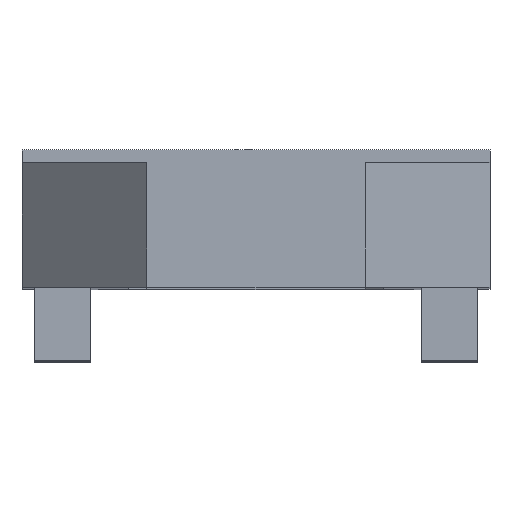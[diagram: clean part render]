
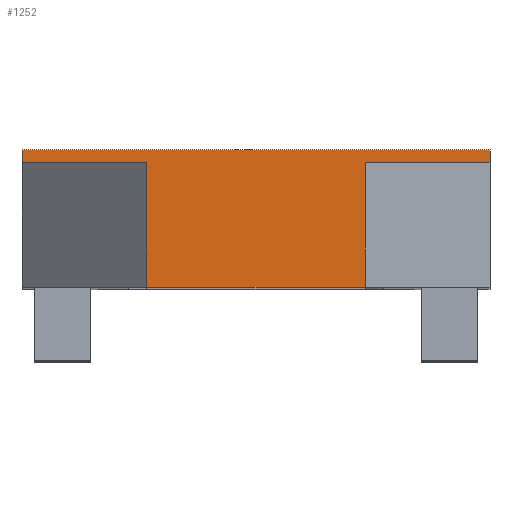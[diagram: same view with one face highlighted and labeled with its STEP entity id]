
A CAD part, top view. The second image highlights one B-rep face of the part: STEP entity #1252.
In plain terms, the highlighted planar face has unit normal (0, 0, 1).
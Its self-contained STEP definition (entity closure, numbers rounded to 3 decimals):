
#225=DIRECTION('',(1.,0.,0.));
#226=VECTOR('',#225,35.);
#227=CARTESIAN_POINT('',(-17.5,25.5,112.5));
#228=LINE('',#227,#226);
#229=DIRECTION('',(0.,1.,0.));
#230=VECTOR('',#229,2.);
#231=CARTESIAN_POINT('',(-37.5,45.5,112.5));
#232=LINE('',#231,#230);
#333=DIRECTION('',(0.,1.,0.));
#334=VECTOR('',#333,20.);
#335=CARTESIAN_POINT('',(17.5,25.5,112.5));
#336=LINE('',#335,#334);
#345=DIRECTION('',(1.,0.,0.));
#346=VECTOR('',#345,20.);
#347=CARTESIAN_POINT('',(17.5,45.5,112.5));
#348=LINE('',#347,#346);
#349=DIRECTION('',(0.,1.,0.));
#350=VECTOR('',#349,2.);
#351=CARTESIAN_POINT('',(37.5,45.5,112.5));
#352=LINE('',#351,#350);
#361=DIRECTION('',(-1.,0.,0.));
#362=VECTOR('',#361,75.);
#363=CARTESIAN_POINT('',(37.5,47.5,112.5));
#364=LINE('',#363,#362);
#777=DIRECTION('',(1.,0.,0.));
#778=VECTOR('',#777,20.);
#779=CARTESIAN_POINT('',(-37.5,45.5,112.5));
#780=LINE('',#779,#778);
#789=DIRECTION('',(0.,-1.,0.));
#790=VECTOR('',#789,20.);
#791=CARTESIAN_POINT('',(-17.5,45.5,112.5));
#792=LINE('',#791,#790);
#985=CARTESIAN_POINT('',(37.5,45.5,112.5));
#986=CARTESIAN_POINT('',(37.5,47.5,112.5));
#987=VERTEX_POINT('',#985);
#988=VERTEX_POINT('',#986);
#989=CARTESIAN_POINT('',(17.5,45.5,112.5));
#990=VERTEX_POINT('',#989);
#991=CARTESIAN_POINT('',(-37.5,45.5,112.5));
#992=CARTESIAN_POINT('',(-17.5,45.5,112.5));
#993=VERTEX_POINT('',#991);
#994=VERTEX_POINT('',#992);
#995=CARTESIAN_POINT('',(-37.5,47.5,112.5));
#996=VERTEX_POINT('',#995);
#1085=CARTESIAN_POINT('',(-17.5,25.5,112.5));
#1086=CARTESIAN_POINT('',(17.5,25.5,112.5));
#1087=VERTEX_POINT('',#1085);
#1088=VERTEX_POINT('',#1086);
#1229=CARTESIAN_POINT('',(-17.5,0.,112.5));
#1230=DIRECTION('',(0.,0.,1.));
#1231=DIRECTION('',(1.,0.,0.));
#1232=AXIS2_PLACEMENT_3D('',#1229,#1230,#1231);
#1233=PLANE('',#1232);
#1235=ORIENTED_EDGE('',*,*,#1234,.F.);
#1237=ORIENTED_EDGE('',*,*,#1236,.F.);
#1239=ORIENTED_EDGE('',*,*,#1238,.F.);
#1241=ORIENTED_EDGE('',*,*,#1240,.T.);
#1243=ORIENTED_EDGE('',*,*,#1242,.F.);
#1245=ORIENTED_EDGE('',*,*,#1244,.F.);
#1247=ORIENTED_EDGE('',*,*,#1246,.F.);
#1249=ORIENTED_EDGE('',*,*,#1248,.F.);
#1250=EDGE_LOOP('',(#1235,#1237,#1239,#1241,#1243,#1245,#1247,#1249));
#1251=FACE_OUTER_BOUND('',#1250,.F.);
#1234=EDGE_CURVE('',#1087,#1088,#228,.T.);
#1236=EDGE_CURVE('',#994,#1087,#792,.T.);
#1238=EDGE_CURVE('',#993,#994,#780,.T.);
#1240=EDGE_CURVE('',#993,#996,#232,.T.);
#1242=EDGE_CURVE('',#988,#996,#364,.T.);
#1244=EDGE_CURVE('',#987,#988,#352,.T.);
#1246=EDGE_CURVE('',#990,#987,#348,.T.);
#1248=EDGE_CURVE('',#1088,#990,#336,.T.);
#1252=ADVANCED_FACE('',(#1251),#1233,.T.);
